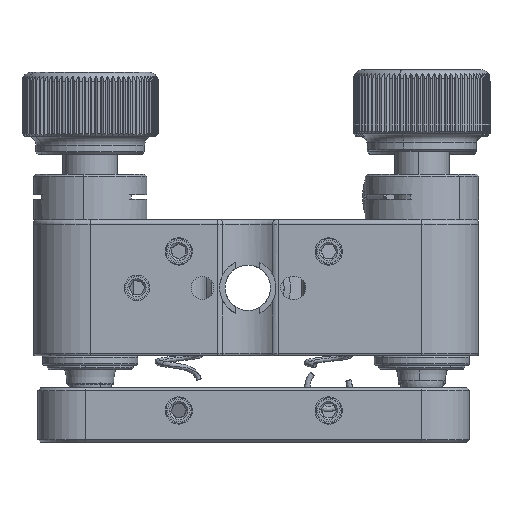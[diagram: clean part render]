
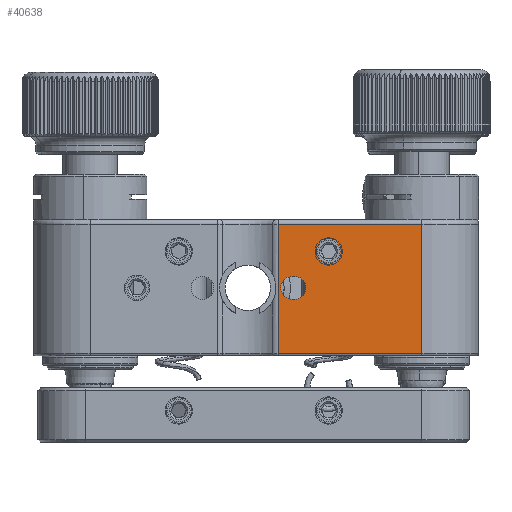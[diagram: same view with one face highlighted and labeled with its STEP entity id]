
A CAD part, front view. The second image highlights one B-rep face of the part: STEP entity #40638.
In plain terms, the highlighted planar face has unit normal (0, -1, 0).
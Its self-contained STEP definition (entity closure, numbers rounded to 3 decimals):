
#177 = ORIENTED_EDGE ( 'NONE', *, *, #32902, .T. ) ;
#1832 = FACE_BOUND ( 'NONE', #72875, .T. ) ;
#1924 = EDGE_CURVE ( 'NONE', #14978, #64273, #54475, .T. ) ;
#1961 = EDGE_CURVE ( 'NONE', #29896, #48190, #21203, .T. ) ;
#2271 = EDGE_CURVE ( 'NONE', #47870, #67482, #4673, .T. ) ;
#3126 = EDGE_CURVE ( 'NONE', #27641, #47870, #65219, .T. ) ;
#3222 = DIRECTION ( 'NONE',  ( -1., 0., 0. ) ) ;
#3781 = AXIS2_PLACEMENT_3D ( 'NONE', #44908, #18119, #40813 ) ;
#4341 = VERTEX_POINT ( 'NONE', #63499 ) ;
#4673 = LINE ( 'NONE', #39165, #9559 ) ;
#5746 = VECTOR ( 'NONE', #8029, 1000. ) ;
#8029 = DIRECTION ( 'NONE',  ( 0., 0., 1. ) ) ;
#8477 = DIRECTION ( 'NONE',  ( 1., 0., 0. ) ) ;
#9151 = AXIS2_PLACEMENT_3D ( 'NONE', #57931, #48236, #36349 ) ;
#9559 = VECTOR ( 'NONE', #66308, 1000. ) ;
#9653 = CARTESIAN_POINT ( 'NONE',  ( 5.475, -24.5, 0. ) ) ;
#12220 = CIRCLE ( 'NONE', #47778, 1.25 ) ;
#12456 = ORIENTED_EDGE ( 'NONE', *, *, #1924, .T. ) ;
#12826 = CARTESIAN_POINT ( 'NONE',  ( 3.975, -24.5, -1.25 ) ) ;
#12936 = DIRECTION ( 'NONE',  ( 0., 0., -1. ) ) ;
#14688 = EDGE_CURVE ( 'NONE', #39513, #50085, #64916, .T. ) ;
#14978 = VERTEX_POINT ( 'NONE', #24616 ) ;
#15464 = CARTESIAN_POINT ( 'NONE',  ( 8., -24.5, 4. ) ) ;
#16756 = VERTEX_POINT ( 'NONE', #9653 ) ;
#16961 = DIRECTION ( 'NONE',  ( 0., 1., 0. ) ) ;
#18119 = DIRECTION ( 'NONE',  ( 0., 1., 0. ) ) ;
#18448 = CARTESIAN_POINT ( 'NONE',  ( 8., -24.5, 4. ) ) ;
#19913 = DIRECTION ( 'NONE',  ( 0., 0., -1. ) ) ;
#20040 = AXIS2_PLACEMENT_3D ( 'NONE', #15464, #50730, #55603 ) ;
#20419 = CARTESIAN_POINT ( 'NONE',  ( 18.25, -24.5, -7.2 ) ) ;
#21011 = CARTESIAN_POINT ( 'NONE',  ( 2.476, -24.5, 7.5 ) ) ;
#21110 = CARTESIAN_POINT ( 'NONE',  ( 18.25, -24.5, 7. ) ) ;
#21203 = CIRCLE ( 'NONE', #20040, 1.25 ) ;
#22355 = EDGE_CURVE ( 'NONE', #4341, #27641, #50824, .T. ) ;
#22483 = DIRECTION ( 'NONE',  ( 0., 0., -1. ) ) ;
#24333 = CARTESIAN_POINT ( 'NONE',  ( 3.975, -24.5, 1.25 ) ) ;
#24616 = CARTESIAN_POINT ( 'NONE',  ( 4.225, -24.5, -1.25 ) ) ;
#27641 = VERTEX_POINT ( 'NONE', #20419 ) ;
#27916 = ORIENTED_EDGE ( 'NONE', *, *, #35037, .F. ) ;
#29896 = VERTEX_POINT ( 'NONE', #59496 ) ;
#30645 = VECTOR ( 'NONE', #19913, 1000. ) ;
#32902 = EDGE_CURVE ( 'NONE', #67482, #4341, #36319, .T. ) ;
#34707 = ORIENTED_EDGE ( 'NONE', *, *, #2271, .T. ) ;
#34715 = AXIS2_PLACEMENT_3D ( 'NONE', #55724, #61277, #56088 ) ;
#35037 = EDGE_CURVE ( 'NONE', #48190, #29896, #37636, .T. ) ;
#35452 = ORIENTED_EDGE ( 'NONE', *, *, #14688, .T. ) ;
#35576 = ORIENTED_EDGE ( 'NONE', *, *, #3126, .T. ) ;
#36319 = LINE ( 'NONE', #21011, #30645 ) ;
#36349 = DIRECTION ( 'NONE',  ( 0., 0., 1. ) ) ;
#37636 = CIRCLE ( 'NONE', #45958, 1.25 ) ;
#39165 = CARTESIAN_POINT ( 'NONE',  ( 2.476, -24.5, 7. ) ) ;
#39513 = VERTEX_POINT ( 'NONE', #71339 ) ;
#40280 = VECTOR ( 'NONE', #8477, 1000. ) ;
#40638 = ADVANCED_FACE ( 'NONE', ( #59047, #41201, #1832 ), #47122, .F. ) ;
#40813 = DIRECTION ( 'NONE',  ( 0., 0., -1. ) ) ;
#41150 = DIRECTION ( 'NONE',  ( 0., -1., 0. ) ) ;
#41201 = FACE_OUTER_BOUND ( 'NONE', #56027, .T. ) ;
#41836 = CARTESIAN_POINT ( 'NONE',  ( 18.25, -24.5, 7.5 ) ) ;
#41912 = CARTESIAN_POINT ( 'NONE',  ( 4.225, -24.5, 1.25 ) ) ;
#43547 = EDGE_LOOP ( 'NONE', ( #27916, #65040 ) ) ;
#44494 = CARTESIAN_POINT ( 'NONE',  ( 4.225, -24.5, 0. ) ) ;
#44908 = CARTESIAN_POINT ( 'NONE',  ( 4.225, -24.5, 0. ) ) ;
#45958 = AXIS2_PLACEMENT_3D ( 'NONE', #18448, #41150, #12936 ) ;
#46167 = ORIENTED_EDGE ( 'NONE', *, *, #22355, .T. ) ;
#46605 = ORIENTED_EDGE ( 'NONE', *, *, #71444, .T. ) ;
#47122 = PLANE ( 'NONE',  #9151 ) ;
#47778 = AXIS2_PLACEMENT_3D ( 'NONE', #44494, #16961, #22483 ) ;
#47788 = CIRCLE ( 'NONE', #34715, 1.25 ) ;
#47870 = VERTEX_POINT ( 'NONE', #21110 ) ;
#48190 = VERTEX_POINT ( 'NONE', #54194 ) ;
#48236 = DIRECTION ( 'NONE',  ( 0., 1., 0. ) ) ;
#49492 = EDGE_CURVE ( 'NONE', #16756, #14978, #60735, .T. ) ;
#49719 = CARTESIAN_POINT ( 'NONE',  ( -24.5, -24.5, -7.2 ) ) ;
#50085 = VERTEX_POINT ( 'NONE', #41912 ) ;
#50353 = VECTOR ( 'NONE', #73102, 1000. ) ;
#50730 = DIRECTION ( 'NONE',  ( 0., -1., 0. ) ) ;
#50824 = LINE ( 'NONE', #49719, #50353 ) ;
#52166 = VECTOR ( 'NONE', #3222, 1000. ) ;
#53092 = CARTESIAN_POINT ( 'NONE',  ( 2.476, -24.5, 7. ) ) ;
#54194 = CARTESIAN_POINT ( 'NONE',  ( 8., -24.5, 2.75 ) ) ;
#54475 = LINE ( 'NONE', #71889, #52166 ) ;
#55603 = DIRECTION ( 'NONE',  ( 0., 0., -1. ) ) ;
#55724 = CARTESIAN_POINT ( 'NONE',  ( 3.975, -24.5, 0. ) ) ;
#56027 = EDGE_LOOP ( 'NONE', ( #177, #46167, #35576, #34707 ) ) ;
#56088 = DIRECTION ( 'NONE',  ( 0., 0., -1. ) ) ;
#57931 = CARTESIAN_POINT ( 'NONE',  ( -24.5, -24.5, 7.5 ) ) ;
#59047 = FACE_BOUND ( 'NONE', #43547, .T. ) ;
#59209 = ORIENTED_EDGE ( 'NONE', *, *, #62962, .T. ) ;
#59496 = CARTESIAN_POINT ( 'NONE',  ( 8., -24.5, 5.25 ) ) ;
#60735 = CIRCLE ( 'NONE', #3781, 1.25 ) ;
#61277 = DIRECTION ( 'NONE',  ( 0., 1., 0. ) ) ;
#62962 = EDGE_CURVE ( 'NONE', #64273, #39513, #47788, .T. ) ;
#63499 = CARTESIAN_POINT ( 'NONE',  ( 2.476, -24.5, -7.2 ) ) ;
#64273 = VERTEX_POINT ( 'NONE', #12826 ) ;
#64916 = LINE ( 'NONE', #24333, #40280 ) ;
#65040 = ORIENTED_EDGE ( 'NONE', *, *, #1961, .F. ) ;
#65219 = LINE ( 'NONE', #41836, #5746 ) ;
#66308 = DIRECTION ( 'NONE',  ( -1., 0., 0. ) ) ;
#67482 = VERTEX_POINT ( 'NONE', #53092 ) ;
#68594 = ORIENTED_EDGE ( 'NONE', *, *, #49492, .T. ) ;
#71339 = CARTESIAN_POINT ( 'NONE',  ( 3.975, -24.5, 1.25 ) ) ;
#71444 = EDGE_CURVE ( 'NONE', #50085, #16756, #12220, .T. ) ;
#71889 = CARTESIAN_POINT ( 'NONE',  ( 3.975, -24.5, -1.25 ) ) ;
#72875 = EDGE_LOOP ( 'NONE', ( #59209, #35452, #46605, #68594, #12456 ) ) ;
#73102 = DIRECTION ( 'NONE',  ( 1., 0., 0. ) ) ;
